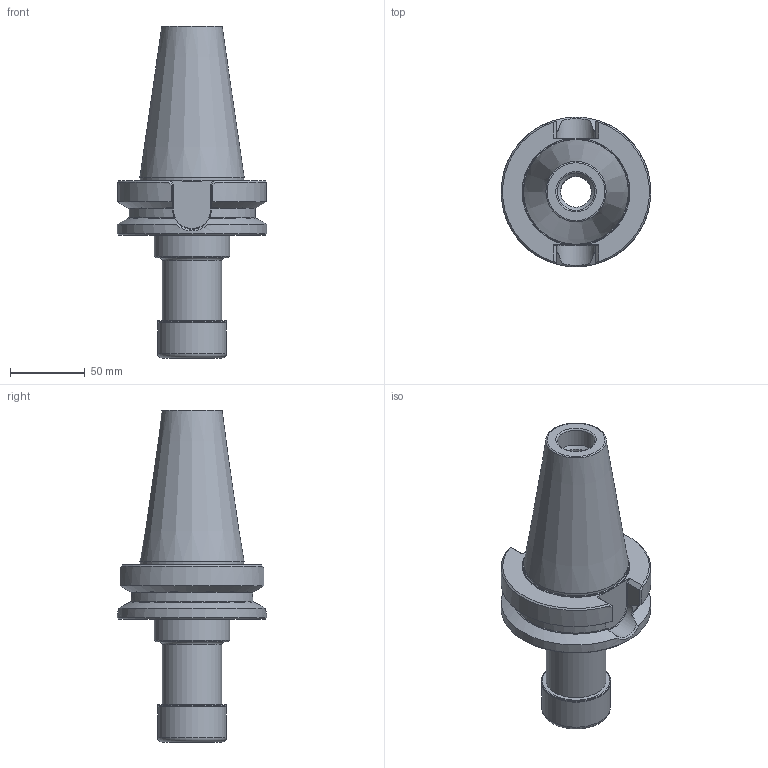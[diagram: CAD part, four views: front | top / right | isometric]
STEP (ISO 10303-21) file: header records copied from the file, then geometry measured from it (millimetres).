
FILE_DESCRIPTION(/* description */ (''),/* implementation_level */ '2;1');
FILE_NAME(/* name */ '515072566.stp',/* time_stamp */ '2021-01-08T12:33:45',/* author */ ('LRA'),/* organization */ ('REGO-FIX'),/* preprocessor_version */ ' Unknown',/* originating_system */ 'SIEMENS PLM Software Solid Edge ST10',/* authorization */ 'Unknown');
FILE_SCHEMA (('AUTOMOTIVE_DESIGN { 1 0 10303 214 2 1 1}'));
Length unit declared in the file: millimetre
Products named in the file (1): 0010011
Bounding box: 100 x 100 x 221.8 mm (x, y, z)
Volume: 529003.1 mm3; surface area: 77600.3 mm2
Topology: 2 solids, 2 shells, 109 faces, 259 edges, 161 vertices
Faces by surface type: plane 31, cylinder 30, cone 23, torus 19, bspline 6
Full cylindrical faces by diameter (mm): 20.751 x1, 20.752 x1, 25 x2, 30 x1, 34 x1, 38.376 x1, 40 x2, 40.05 x1, 42 x1, 46 x1, 46.4 x1, 50.5 x1, 69.25 x1, 100 x1
Entity records: 3776 total; most frequent: CARTESIAN_POINT 765, DIRECTION 456, ORIENTED_EDGE 408, EDGE_CURVE 204, AXIS2_PLACEMENT_3D 201, EDGE_LOOP 164, FACE_BOUND 164, VERTEX_POINT 150
